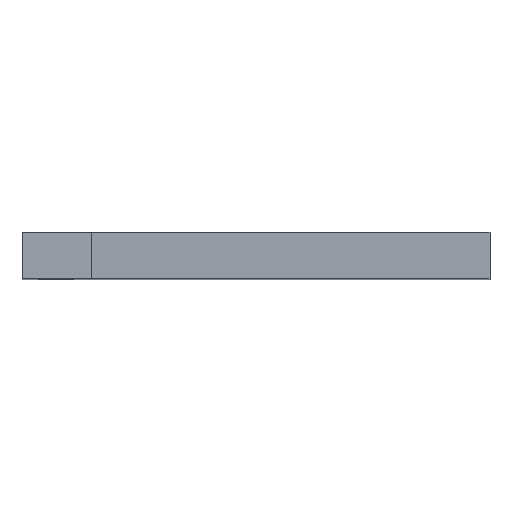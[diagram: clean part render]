
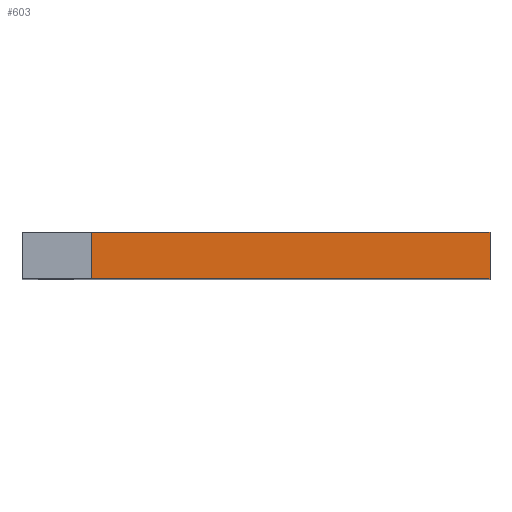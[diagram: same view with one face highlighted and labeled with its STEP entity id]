
A CAD part, top view. The second image highlights one B-rep face of the part: STEP entity #603.
In plain terms, the highlighted planar face has unit normal (0, 0, 1).
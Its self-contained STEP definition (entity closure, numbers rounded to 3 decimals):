
#44 = VERTEX_POINT ( 'NONE', #291 ) ;
#91 = VERTEX_POINT ( 'NONE', #624 ) ;
#112 = DIRECTION ( 'NONE',  ( -1., 0., 0. ) ) ;
#113 = DIRECTION ( 'NONE',  ( 0., 0., -1. ) ) ;
#116 = AXIS2_PLACEMENT_3D ( 'NONE', #138, #113, #112 ) ;
#127 = PLANE ( 'NONE',  #116 ) ;
#128 = DIRECTION ( 'NONE',  ( 1., 0., 0. ) ) ;
#133 = CARTESIAN_POINT ( 'NONE',  ( -34.5, 0., 0. ) ) ;
#138 = CARTESIAN_POINT ( 'NONE',  ( -34.5, 4., 0. ) ) ;
#139 = EDGE_CURVE ( 'NONE', #44, #517, #410, .T. ) ;
#209 = ORIENTED_EDGE ( 'NONE', *, *, #595, .T. ) ;
#215 = ORIENTED_EDGE ( 'NONE', *, *, #510, .F. ) ;
#224 = ORIENTED_EDGE ( 'NONE', *, *, #470, .F. ) ;
#225 = VECTOR ( 'NONE', #128, 1000. ) ;
#230 = CARTESIAN_POINT ( 'NONE',  ( 0., 0., 0. ) ) ;
#232 = ORIENTED_EDGE ( 'NONE', *, *, #139, .T. ) ;
#267 = CARTESIAN_POINT ( 'NONE',  ( -34.5, 0., 0. ) ) ;
#274 = CARTESIAN_POINT ( 'NONE',  ( 0., 4., 0. ) ) ;
#282 = DIRECTION ( 'NONE',  ( 0., -1., 0. ) ) ;
#288 = VECTOR ( 'NONE', #282, 1000. ) ;
#290 = LINE ( 'NONE', #133, #225 ) ;
#291 = CARTESIAN_POINT ( 'NONE',  ( -34.5, 4., 0. ) ) ;
#311 = VECTOR ( 'NONE', #330, 1000. ) ;
#329 = LINE ( 'NONE', #274, #288 ) ;
#330 = DIRECTION ( 'NONE',  ( 1., 0., 0. ) ) ;
#343 = CARTESIAN_POINT ( 'NONE',  ( -34.5, 4., 0. ) ) ;
#397 = VECTOR ( 'NONE', #583, 1000. ) ;
#410 = LINE ( 'NONE', #607, #397 ) ;
#470 = EDGE_CURVE ( 'NONE', #44, #91, #513, .T. ) ;
#510 = EDGE_CURVE ( 'NONE', #91, #533, #329, .T. ) ;
#511 = FACE_OUTER_BOUND ( 'NONE', #534, .T. ) ;
#513 = LINE ( 'NONE', #343, #311 ) ;
#517 = VERTEX_POINT ( 'NONE', #267 ) ;
#533 = VERTEX_POINT ( 'NONE', #230 ) ;
#534 = EDGE_LOOP ( 'NONE', ( #209, #215, #224, #232 ) ) ;
#583 = DIRECTION ( 'NONE',  ( 0., -1., 0. ) ) ;
#595 = EDGE_CURVE ( 'NONE', #517, #533, #290, .T. ) ;
#603 = ADVANCED_FACE ( 'NONE', ( #511 ), #127, .F. ) ;
#607 = CARTESIAN_POINT ( 'NONE',  ( -34.5, 4., 0. ) ) ;
#624 = CARTESIAN_POINT ( 'NONE',  ( 0., 4., 0. ) ) ;
